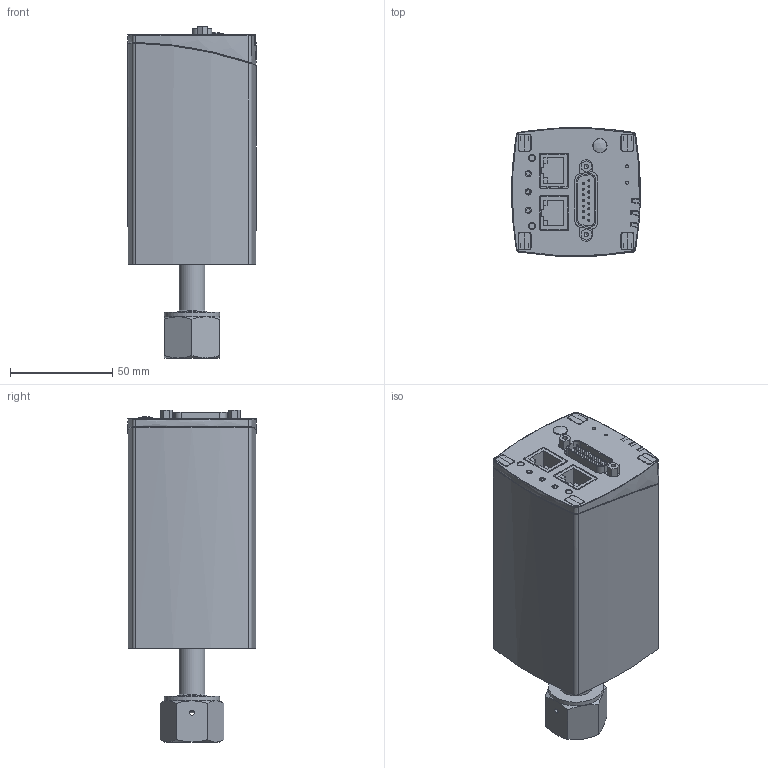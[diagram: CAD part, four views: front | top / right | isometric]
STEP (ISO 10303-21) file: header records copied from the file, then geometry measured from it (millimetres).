
FILE_DESCRIPTION(/* description */ (''),/* implementation_level */ '2;1');
FILE_NAME(/* name */ 'MCDG045D2_8VCR_ECAT.stp',/* time_stamp */ '2017-09-14T11:15:45+02:00',/* author */ ('STUJ'),/* organization */ (''),/* preprocessor_version */ 'ST-DEVELOPER v16.1',/* originating_system */ 'Autodesk Inventor 2016',/* authorisation */ '');
FILE_SCHEMA (('AUTOMOTIVE_DESIGN { 1 0 10303 214 3 1 1 }'));
Length unit declared in the file: millimetre
Products named in the file (1): Bauteil1
Bounding box: 63 x 62.79 x 162.32 mm (x, y, z)
Volume: 430699.4 mm3; surface area: 43367.9 mm2
Topology: 1 solids, 8 shells, 1113 faces, 2968 edges, 1890 vertices
Faces by surface type: plane 473, cylinder 360, bspline 147, torus 60, cone 38, sphere 35
Full cylindrical faces by diameter (mm): 1 x15, 1.5 x2, 2.156 x2, 2.286 x2, 2.5 x3, 2.8 x2, 2.845 x2, 2.9 x2, 3 x3, 3.2 x4, 3.4 x2, 4.5 x1, 7 x1, 10.16 x1, 12.7 x1, 14 x1, 14.46 x1, 15.494 x1, 17.78 x1, 19.05 x1, 26.988 x1
Entity records: 43086 total; most frequent: CARTESIAN_POINT 15188, ORIENTED_EDGE 5608, DIRECTION 5343, EDGE_CURVE 2801, AXIS2_PLACEMENT_3D 1910, VERTEX_POINT 1832, LINE 1523, VECTOR 1523
